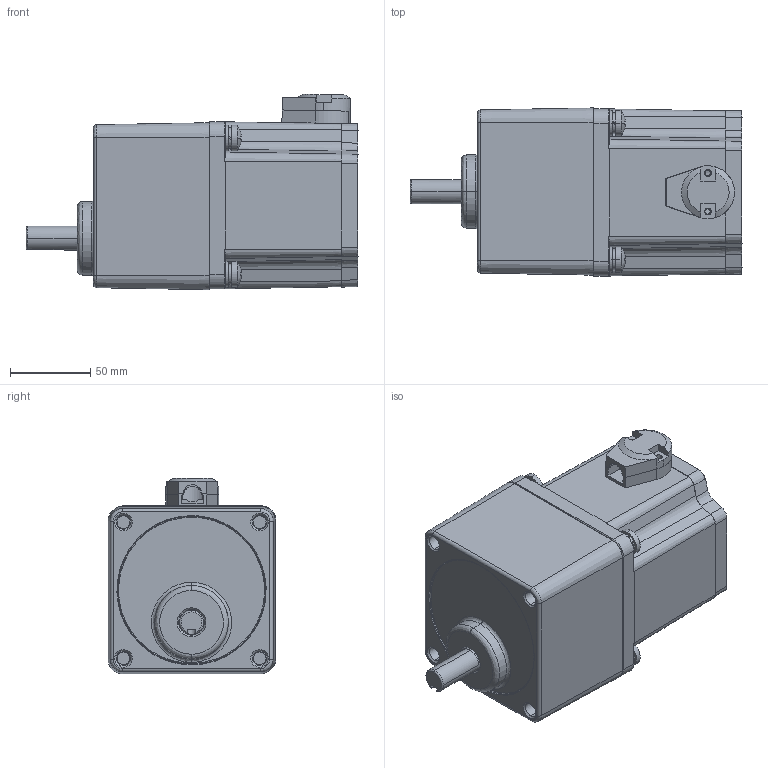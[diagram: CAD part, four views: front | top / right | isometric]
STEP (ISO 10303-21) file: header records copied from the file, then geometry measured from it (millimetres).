
FILE_DESCRIPTION (( 'STEP AP203' ), '1' );
FILE_NAME ('Z6BLD整机三维.STEP', '2021-07-13T04:51:17', ( '' ), ( '' ), 'SwSTEP 2.0', 'SolidWorks 2021', '' );
FILE_SCHEMA (( 'CONFIG_CONTROL_DESIGN' ));
Length unit declared in the file: millimetre
Products named in the file (22): ____9; ASM0001_ASM; ____2; PRODUCT_3308_1; Z6BLD整机三维; ____5; ____11; PRT0002; ASM0002_ASM_ASM; __ASM_ASM; PRODUCT_3291_ASM_ASM; ____10; NONE; ____13; ____3; ____6; PRODUCT_3325_1; PRT0001; ____12; ____8; ____4; ____7
Assembly tree (21 placements, depth 5):
  Z6BLD整机三维
    ASM0001_ASM
      ASM0002_ASM_ASM
        ____10
        ____13
        ____6
        ____7
        ____12
        ____11
        ____2
        ____3
        ____4
        ____5
        ____8
        ____9
        NONE
      __ASM_ASM
        PRODUCT_3291_ASM_ASM
          PRODUCT_3325_1
          PRODUCT_3308_1
    PRT0001
    PRT0002
Bounding box: 206.8 x 104.57 x 121.73 mm (x, y, z)
Volume: 1056564.4 mm3; surface area: 185811.4 mm2
Topology: 17 solids, 17 shells, 590 faces, 1485 edges, 957 vertices
Faces by surface type: plane 257, cylinder 200, cone 80, bspline 51, torus 2
Entity records: 23755 total; most frequent: CARTESIAN_POINT 7394, ORIENTED_EDGE 2968, DIRECTION 2890, EDGE_CURVE 1484, AXIS2_PLACEMENT_3D 1077, VERTEX_POINT 957, LINE 736, VECTOR 736
